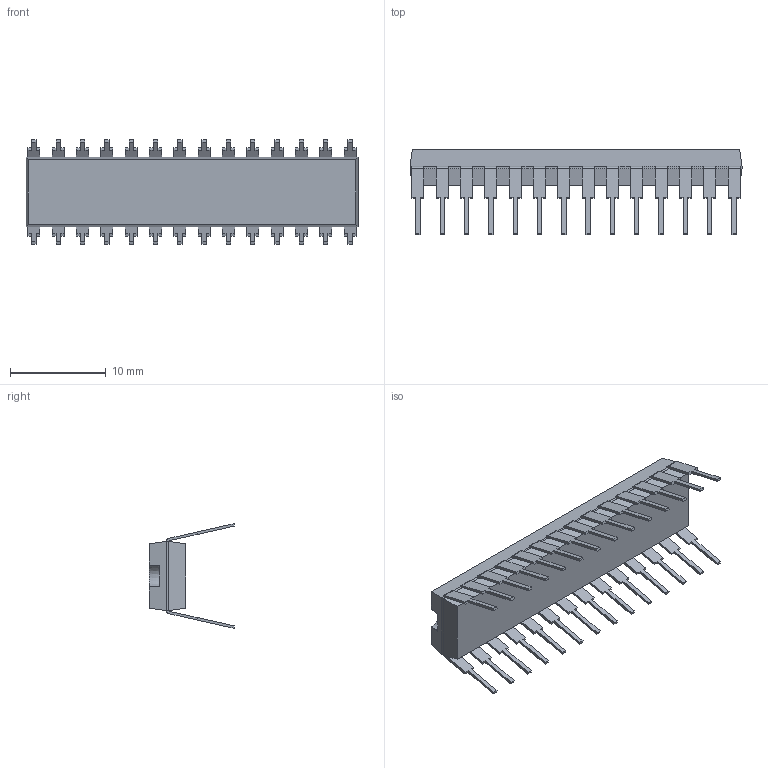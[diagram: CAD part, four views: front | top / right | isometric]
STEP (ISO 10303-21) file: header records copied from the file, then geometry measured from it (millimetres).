
FILE_DESCRIPTION (( 'STEP AP214' ), '1' );
FILE_NAME ('MCP23017-E-SP.STEP', '2020-04-20T11:09:52', ( '' ), ( '' ), 'SwSTEP 2.0', 'SolidWorks 2017', '' );
FILE_SCHEMA (( 'AUTOMOTIVE_DESIGN' ));
Length unit declared in the file: inch
Products named in the file (1): MCP23017-E-SP
Bounding box: 34.67 x 8.89 x 10.92 mm (x, y, z)
Volume: 959.7 mm3; surface area: 1239.7 mm2
Topology: 29 solids, 29 shells, 415 faces, 1058 edges, 702 vertices
Faces by surface type: plane 354, cylinder 58, cone 3
Entity records: 12720 total; most frequent: CARTESIAN_POINT 2182, ORIENTED_EDGE 2116, DIRECTION 2008, EDGE_CURVE 1058, LINE 936, VECTOR 936, VERTEX_POINT 702, AXIS2_PLACEMENT_3D 536
